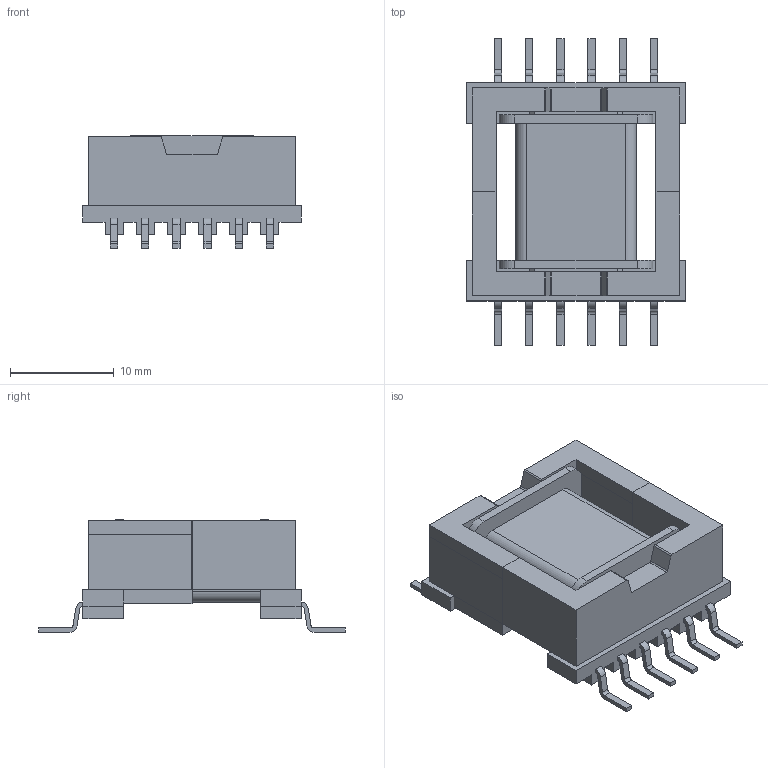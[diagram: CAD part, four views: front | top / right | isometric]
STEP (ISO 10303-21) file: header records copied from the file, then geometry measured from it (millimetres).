
FILE_DESCRIPTION( ( 'Unknown' ), '1' );
FILE_NAME( '749196500.stp', 'Unknown', ( 'Unknown' ), ( 'Unknown' ), 'XStep 1.0', 'Unknown', ' ' );
FILE_SCHEMA( ( 'automotive_design' ) );
Length unit declared in the file: millimetre
Products named in the file (3): Assem1; Gehäuse; Core_EFD 20
Bounding box: 21 x 29.5 x 10.8 mm (x, y, z)
Volume: 4168.1 mm3; surface area: 6192.2 mm2
Topology: 5 solids, 5 shells, 617 faces, 1700 edges, 1120 vertices
Faces by surface type: plane 453, cylinder 164
Entity records: 11542 total; most frequent: CARTESIAN_POINT 1649, ORIENTED_EDGE 1628, DIRECTION 1580, EDGE_CURVE 814, LINE 646, VECTOR 646, VERTEX_POINT 536, AXIS2_PLACEMENT_3D 467
